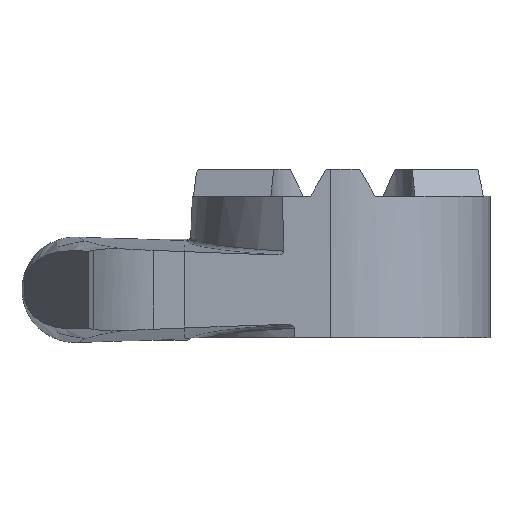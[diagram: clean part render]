
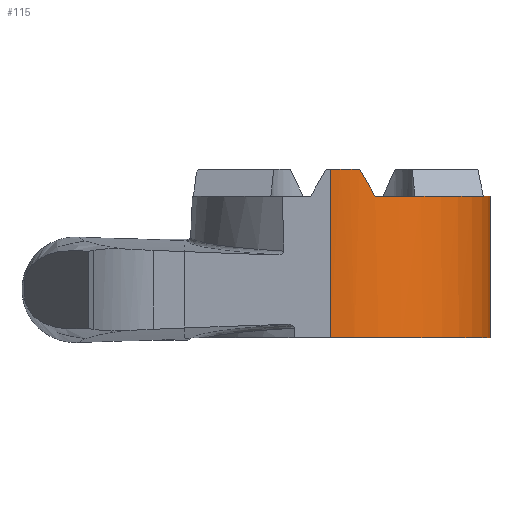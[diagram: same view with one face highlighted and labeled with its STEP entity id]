
A CAD part, front view. The second image highlights one B-rep face of the part: STEP entity #115.
In plain terms, the highlighted cylindrical face has radius 5.5 mm (diameter 11 mm), a partial arc.
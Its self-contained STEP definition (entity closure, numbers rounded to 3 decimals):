
#83=(
BOUNDED_CURVE()
B_SPLINE_CURVE(3,(#1438,#1439,#1440,#1441),.UNSPECIFIED.,.F.,.F.)
B_SPLINE_CURVE_WITH_KNOTS((4,4),(0.,1.),.UNSPECIFIED.)
CURVE()
GEOMETRIC_REPRESENTATION_ITEM()
RATIONAL_B_SPLINE_CURVE((1.,0.999,0.999,1.))
REPRESENTATION_ITEM('')
);
#96=CYLINDRICAL_SURFACE('',#1024,5.5);
#115=ADVANCED_FACE('',(#171),#96,.T.);
#171=FACE_OUTER_BOUND('',#224,.T.);
#224=EDGE_LOOP('',(#381,#382,#383,#384,#385,#386));
#279=LINE('',#1434,#318);
#280=LINE('',#1445,#319);
#318=VECTOR('',#1144,1.);
#319=VECTOR('',#1149,1.);
#381=ORIENTED_EDGE('',*,*,#753,.F.);
#382=ORIENTED_EDGE('',*,*,#754,.T.);
#383=ORIENTED_EDGE('',*,*,#755,.F.);
#384=ORIENTED_EDGE('',*,*,#756,.T.);
#385=ORIENTED_EDGE('',*,*,#757,.F.);
#386=ORIENTED_EDGE('',*,*,#758,.F.);
#655=VERTEX_POINT('',#1432);
#656=VERTEX_POINT('',#1433);
#657=VERTEX_POINT('',#1435);
#658=VERTEX_POINT('',#1437);
#659=VERTEX_POINT('',#1442);
#660=VERTEX_POINT('',#1444);
#753=EDGE_CURVE('',#655,#656,#887,.T.);
#754=EDGE_CURVE('',#655,#657,#279,.T.);
#755=EDGE_CURVE('',#658,#657,#888,.T.);
#756=EDGE_CURVE('',#658,#659,#83,.T.);
#757=EDGE_CURVE('',#660,#659,#889,.T.);
#758=EDGE_CURVE('',#656,#660,#280,.T.);
#887=CIRCLE('',#1021,5.5);
#888=CIRCLE('',#1022,5.5);
#889=CIRCLE('',#1023,5.5);
#1021=AXIS2_PLACEMENT_3D('',#1431,#1142,#1143);
#1022=AXIS2_PLACEMENT_3D('',#1436,#1145,#1146);
#1023=AXIS2_PLACEMENT_3D('',#1443,#1147,#1148);
#1024=AXIS2_PLACEMENT_3D('',#1446,#1150,#1151);
#1142=DIRECTION('',(0.,0.,-1.));
#1143=DIRECTION('',(-1.,0.,0.));
#1144=DIRECTION('',(0.,0.,1.));
#1145=DIRECTION('',(0.,0.,1.));
#1146=DIRECTION('',(1.,0.,0.));
#1147=DIRECTION('',(0.,0.,1.));
#1148=DIRECTION('',(1.,0.,0.));
#1149=DIRECTION('',(0.,0.,1.));
#1150=DIRECTION('',(0.,0.,1.));
#1151=DIRECTION('',(-1.,0.,0.));
#1431=CARTESIAN_POINT('',(0.,0.,-5.4));
#1432=CARTESIAN_POINT('',(5.5,0.,-5.4));
#1433=CARTESIAN_POINT('',(-0.479,-5.479,-5.4));
#1434=CARTESIAN_POINT('',(5.5,0.,-5.7));
#1435=CARTESIAN_POINT('',(5.5,0.,-0.1));
#1436=CARTESIAN_POINT('',(0.,0.,-0.1));
#1437=CARTESIAN_POINT('',(1.206,-5.366,-0.1));
#1438=CARTESIAN_POINT('',(1.206,-5.366,-0.1));
#1439=CARTESIAN_POINT('',(1.016,-5.409,0.23));
#1440=CARTESIAN_POINT('',(0.823,-5.442,0.564));
#1441=CARTESIAN_POINT('',(0.629,-5.464,0.9));
#1442=CARTESIAN_POINT('',(0.629,-5.464,0.9));
#1443=CARTESIAN_POINT('',(0.,0.,0.9));
#1444=CARTESIAN_POINT('',(-0.479,-5.479,0.9));
#1445=CARTESIAN_POINT('',(-0.479,-5.479,-5.7));
#1446=CARTESIAN_POINT('',(0.,0.,-5.7));
